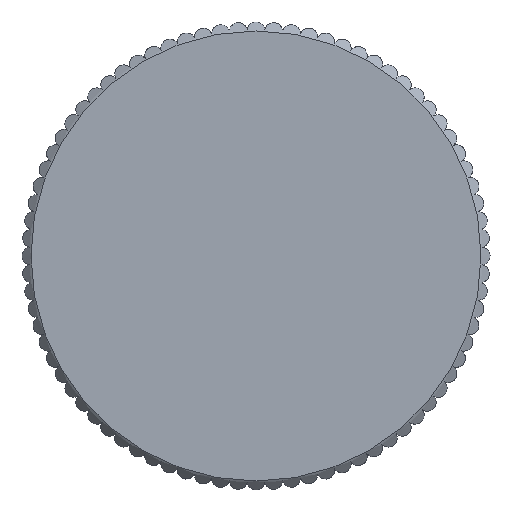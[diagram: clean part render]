
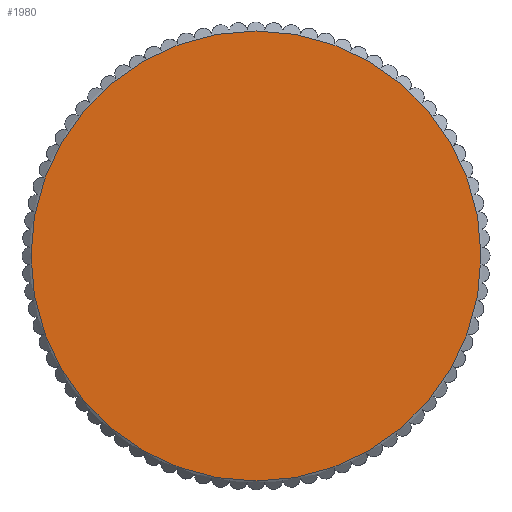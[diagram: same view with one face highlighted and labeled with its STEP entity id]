
A CAD part, top view. The second image highlights one B-rep face of the part: STEP entity #1980.
In plain terms, the highlighted planar face has unit normal (0, 0, 1).
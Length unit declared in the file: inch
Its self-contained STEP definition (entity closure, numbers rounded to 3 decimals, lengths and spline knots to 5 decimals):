
#23=PLANE('',#2131);
#150=FACE_OUTER_BOUND('',#238,.T.);
#238=EDGE_LOOP('',(#1640));
#615=CIRCLE('',#2050,0.98425);
#701=VERTEX_POINT('',#2659);
#947=EDGE_CURVE('',#701,#701,#615,.T.);
#1640=ORIENTED_EDGE('',*,*,#947,.T.);
#1980=ADVANCED_FACE('',(#150),#23,.F.);
#2050=AXIS2_PLACEMENT_3D('',#2660,#2227,#2228);
#2131=AXIS2_PLACEMENT_3D('',#4904,#2431,#2432);
#2227=DIRECTION('center_axis',(0.,0.,1.));
#2228=DIRECTION('ref_axis',(1.,0.,0.));
#2431=DIRECTION('center_axis',(0.,0.,-1.));
#2432=DIRECTION('ref_axis',(-1.,0.,0.));
#2659=CARTESIAN_POINT('',(0.,0.,5.35433));
#2660=CARTESIAN_POINT('Origin',(0.98425,0.,5.35433));
#4904=CARTESIAN_POINT('Origin',(0.98425,0.,
5.35433));
